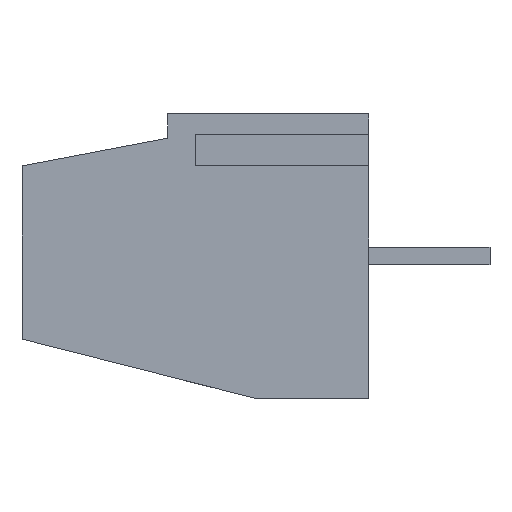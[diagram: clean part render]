
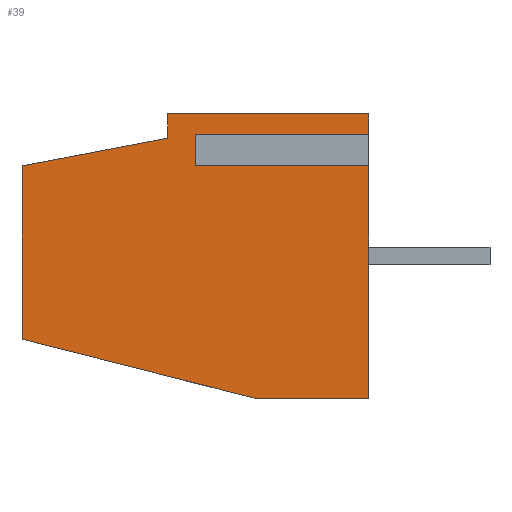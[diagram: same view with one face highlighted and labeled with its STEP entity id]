
A CAD part, left-side view. The second image highlights one B-rep face of the part: STEP entity #39.
In plain terms, the highlighted planar face has unit normal (-1, 0, 0).
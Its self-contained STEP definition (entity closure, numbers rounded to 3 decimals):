
#39 = ADVANCED_FACE('',(#40),#130,.F.);
#40 = FACE_BOUND('',#41,.F.);
#41 = EDGE_LOOP('',(#42,#52,#60,#68,#76,#84,#92,#100,#108,#116,#124));
#42 = ORIENTED_EDGE('',*,*,#43,.F.);
#43 = EDGE_CURVE('',#44,#46,#48,.T.);
#44 = VERTEX_POINT('',#45);
#45 = CARTESIAN_POINT('',(-5.,0.,-1.3));
#46 = VERTEX_POINT('',#47);
#47 = CARTESIAN_POINT('',(-5.,0.,-0.8));
#48 = LINE('',#49,#50);
#49 = CARTESIAN_POINT('',(-5.,0.,-1.3));
#50 = VECTOR('',#51,1.);
#51 = DIRECTION('',(0.,0.,1.));
#52 = ORIENTED_EDGE('',*,*,#53,.F.);
#53 = EDGE_CURVE('',#54,#44,#56,.T.);
#54 = VERTEX_POINT('',#55);
#55 = CARTESIAN_POINT('',(-5.,-5.,-1.3));
#56 = LINE('',#57,#58);
#57 = CARTESIAN_POINT('',(-5.,-5.,-1.3));
#58 = VECTOR('',#59,1.);
#59 = DIRECTION('',(0.,1.,0.));
#60 = ORIENTED_EDGE('',*,*,#61,.T.);
#61 = EDGE_CURVE('',#54,#62,#64,.T.);
#62 = VERTEX_POINT('',#63);
#63 = CARTESIAN_POINT('',(-5.,-5.,-8.2));
#64 = LINE('',#65,#66);
#65 = CARTESIAN_POINT('',(-5.,-5.,-1.3));
#66 = VECTOR('',#67,1.);
#67 = DIRECTION('',(0.,0.,-1.));
#68 = ORIENTED_EDGE('',*,*,#69,.T.);
#69 = EDGE_CURVE('',#62,#70,#72,.T.);
#70 = VERTEX_POINT('',#71);
#71 = CARTESIAN_POINT('',(-5.,-1.7,-8.2));
#72 = LINE('',#73,#74);
#73 = CARTESIAN_POINT('',(-5.,-5.,-8.2));
#74 = VECTOR('',#75,1.);
#75 = DIRECTION('',(0.,1.,0.));
#76 = ORIENTED_EDGE('',*,*,#77,.T.);
#77 = EDGE_CURVE('',#70,#78,#80,.T.);
#78 = VERTEX_POINT('',#79);
#79 = CARTESIAN_POINT('',(-5.,5.,-6.5));
#80 = LINE('',#81,#82);
#81 = CARTESIAN_POINT('',(-5.,-1.7,-8.2));
#82 = VECTOR('',#83,1.);
#83 = DIRECTION('',(0.,0.969,0.246));
#84 = ORIENTED_EDGE('',*,*,#85,.T.);
#85 = EDGE_CURVE('',#78,#86,#88,.T.);
#86 = VERTEX_POINT('',#87);
#87 = CARTESIAN_POINT('',(-5.,5.,-1.5));
#88 = LINE('',#89,#90);
#89 = CARTESIAN_POINT('',(-5.,5.,-6.5));
#90 = VECTOR('',#91,1.);
#91 = DIRECTION('',(0.,0.,1.));
#92 = ORIENTED_EDGE('',*,*,#93,.T.);
#93 = EDGE_CURVE('',#86,#94,#96,.T.);
#94 = VERTEX_POINT('',#95);
#95 = CARTESIAN_POINT('',(-5.,0.8,-0.7));
#96 = LINE('',#97,#98);
#97 = CARTESIAN_POINT('',(-5.,5.,-1.5));
#98 = VECTOR('',#99,1.);
#99 = DIRECTION('',(0.,-0.982,0.187));
#100 = ORIENTED_EDGE('',*,*,#101,.T.);
#101 = EDGE_CURVE('',#94,#102,#104,.T.);
#102 = VERTEX_POINT('',#103);
#103 = CARTESIAN_POINT('',(-5.,0.8,0.));
#104 = LINE('',#105,#106);
#105 = CARTESIAN_POINT('',(-5.,0.8,-0.7));
#106 = VECTOR('',#107,1.);
#107 = DIRECTION('',(0.,0.,1.));
#108 = ORIENTED_EDGE('',*,*,#109,.T.);
#109 = EDGE_CURVE('',#102,#110,#112,.T.);
#110 = VERTEX_POINT('',#111);
#111 = CARTESIAN_POINT('',(-5.,-5.,0.));
#112 = LINE('',#113,#114);
#113 = CARTESIAN_POINT('',(-5.,0.8,0.));
#114 = VECTOR('',#115,1.);
#115 = DIRECTION('',(0.,-1.,0.));
#116 = ORIENTED_EDGE('',*,*,#117,.T.);
#117 = EDGE_CURVE('',#110,#118,#120,.T.);
#118 = VERTEX_POINT('',#119);
#119 = CARTESIAN_POINT('',(-5.,-5.,-0.8));
#120 = LINE('',#121,#122);
#121 = CARTESIAN_POINT('',(-5.,-5.,0.));
#122 = VECTOR('',#123,1.);
#123 = DIRECTION('',(0.,0.,-1.));
#124 = ORIENTED_EDGE('',*,*,#125,.T.);
#125 = EDGE_CURVE('',#118,#46,#126,.T.);
#126 = LINE('',#127,#128);
#127 = CARTESIAN_POINT('',(-5.,-5.,-0.8));
#128 = VECTOR('',#129,1.);
#129 = DIRECTION('',(0.,1.,0.));
#130 = PLANE('',#131);
#131 = AXIS2_PLACEMENT_3D('',#132,#133,#134);
#132 = CARTESIAN_POINT('',(-5.,0.,0.));
#133 = DIRECTION('',(1.,0.,0.));
#134 = DIRECTION('',(0.,0.,-1.));
